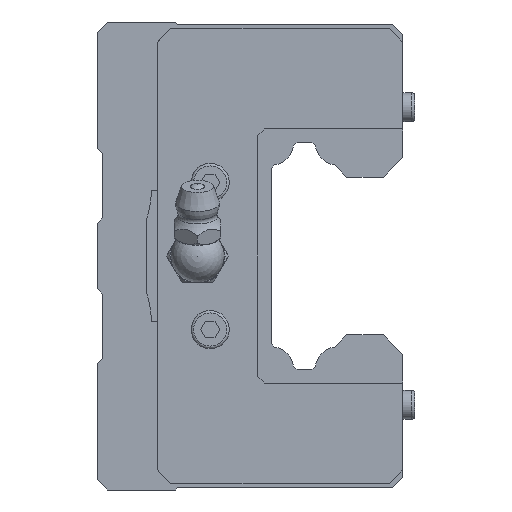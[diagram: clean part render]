
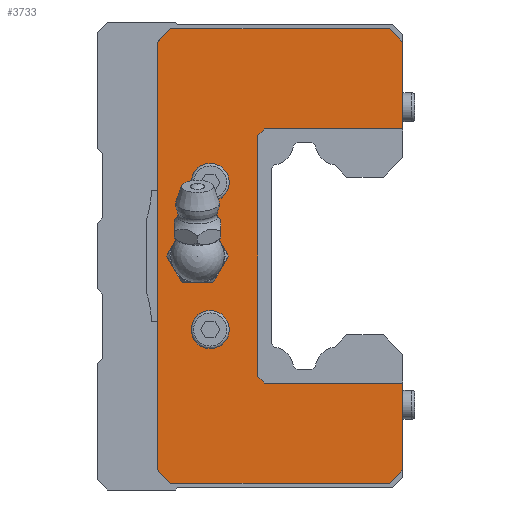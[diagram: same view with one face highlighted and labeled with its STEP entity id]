
A CAD part, left-side view. The second image highlights one B-rep face of the part: STEP entity #3733.
In plain terms, the highlighted planar face has unit normal (-1, 0, 0).
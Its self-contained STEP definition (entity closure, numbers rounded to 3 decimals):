
#80=LINE('',#5502,#466);
#104=LINE('',#5556,#490);
#113=LINE('',#5575,#499);
#117=LINE('',#5582,#503);
#147=LINE('',#5646,#533);
#150=LINE('',#5651,#536);
#173=LINE('',#5695,#559);
#199=LINE('',#5756,#585);
#205=LINE('',#5773,#591);
#335=LINE('',#6124,#721);
#336=LINE('',#6127,#722);
#337=LINE('',#6128,#723);
#338=LINE('',#6130,#724);
#339=LINE('',#6132,#725);
#466=VECTOR('',#4353,1000.);
#490=VECTOR('',#4385,1000.);
#499=VECTOR('',#4400,1000.);
#503=VECTOR('',#4406,1000.);
#533=VECTOR('',#4450,1000.);
#536=VECTOR('',#4455,1000.);
#559=VECTOR('',#4498,1000.);
#585=VECTOR('',#4542,1000.);
#591=VECTOR('',#4554,1000.);
#721=VECTOR('',#4866,1000.);
#722=VECTOR('',#4867,1000.);
#723=VECTOR('',#4868,1000.);
#724=VECTOR('',#4869,1000.);
#725=VECTOR('',#4870,1000.);
#900=PLANE('',#4055);
#1082=CIRCLE('',#4056,3.);
#1083=CIRCLE('',#4057,2.85);
#1084=CIRCLE('',#4058,2.85);
#1742=ORIENTED_EDGE('',*,*,#2509,.T.);
#1743=ORIENTED_EDGE('',*,*,#2510,.F.);
#1744=ORIENTED_EDGE('',*,*,#2511,.F.);
#1745=ORIENTED_EDGE('',*,*,#2512,.T.);
#1746=ORIENTED_EDGE('',*,*,#2513,.T.);
#1747=ORIENTED_EDGE('',*,*,#2336,.F.);
#1748=ORIENTED_EDGE('',*,*,#2246,.F.);
#1749=ORIENTED_EDGE('',*,*,#2242,.F.);
#1750=ORIENTED_EDGE('',*,*,#2232,.F.);
#1751=ORIENTED_EDGE('',*,*,#2306,.F.);
#1752=ORIENTED_EDGE('',*,*,#2206,.F.);
#1753=ORIENTED_EDGE('',*,*,#2281,.F.);
#1754=ORIENTED_EDGE('',*,*,#2278,.F.);
#1755=ORIENTED_EDGE('',*,*,#2344,.F.);
#1756=ORIENTED_EDGE('',*,*,#2514,.T.);
#1757=ORIENTED_EDGE('',*,*,#2515,.T.);
#1758=ORIENTED_EDGE('',*,*,#2516,.T.);
#2206=EDGE_CURVE('',#2689,#2690,#80,.T.);
#2232=EDGE_CURVE('',#2715,#2716,#104,.T.);
#2242=EDGE_CURVE('',#2716,#2723,#113,.T.);
#2246=EDGE_CURVE('',#2723,#2725,#117,.T.);
#2278=EDGE_CURVE('',#2751,#2752,#147,.T.);
#2281=EDGE_CURVE('',#2752,#2689,#150,.T.);
#2306=EDGE_CURVE('',#2690,#2715,#173,.T.);
#2336=EDGE_CURVE('',#2725,#2790,#199,.T.);
#2344=EDGE_CURVE('',#2797,#2751,#205,.T.);
#2509=EDGE_CURVE('',#2925,#2925,#1082,.T.);
#2510=EDGE_CURVE('',#2926,#2926,#1083,.F.);
#2511=EDGE_CURVE('',#2927,#2927,#1084,.F.);
#2512=EDGE_CURVE('',#2928,#2929,#335,.T.);
#2513=EDGE_CURVE('',#2929,#2790,#336,.T.);
#2514=EDGE_CURVE('',#2797,#2930,#337,.T.);
#2515=EDGE_CURVE('',#2930,#2931,#338,.T.);
#2516=EDGE_CURVE('',#2931,#2928,#339,.T.);
#2689=VERTEX_POINT('',#5501);
#2690=VERTEX_POINT('',#5503);
#2715=VERTEX_POINT('',#5555);
#2716=VERTEX_POINT('',#5557);
#2723=VERTEX_POINT('',#5576);
#2725=VERTEX_POINT('',#5583);
#2751=VERTEX_POINT('',#5645);
#2752=VERTEX_POINT('',#5647);
#2790=VERTEX_POINT('',#5757);
#2797=VERTEX_POINT('',#5772);
#2925=VERTEX_POINT('',#6119);
#2926=VERTEX_POINT('',#6121);
#2927=VERTEX_POINT('',#6123);
#2928=VERTEX_POINT('',#6125);
#2929=VERTEX_POINT('',#6126);
#2930=VERTEX_POINT('',#6129);
#2931=VERTEX_POINT('',#6131);
#3168=EDGE_LOOP('',(#1742));
#3169=EDGE_LOOP('',(#1743));
#3170=EDGE_LOOP('',(#1744));
#3171=EDGE_LOOP('',(#1745,#1746,#1747,#1748,#1749,#1750,#1751,#1752,#1753,
#1754,#1755,#1756,#1757,#1758));
#3459=FACE_BOUND('',#3168,.T.);
#3460=FACE_BOUND('',#3169,.T.);
#3461=FACE_BOUND('',#3170,.T.);
#3462=FACE_BOUND('',#3171,.T.);
#3733=ADVANCED_FACE('',(#3459,#3460,#3461,#3462),#900,.F.);
#4055=AXIS2_PLACEMENT_3D('',#6117,#4858,#4859);
#4056=AXIS2_PLACEMENT_3D('',#6118,#4860,#4861);
#4057=AXIS2_PLACEMENT_3D('',#6120,#4862,#4863);
#4058=AXIS2_PLACEMENT_3D('',#6122,#4864,#4865);
#4353=DIRECTION('',(0.,0.707,0.707));
#4385=DIRECTION('',(0.,-0.707,0.707));
#4400=DIRECTION('',(0.,-1.,0.));
#4406=DIRECTION('',(0.,-0.707,-0.707));
#4450=DIRECTION('',(0.,0.707,-0.707));
#4455=DIRECTION('',(0.,1.,0.));
#4498=DIRECTION('',(0.,0.,1.));
#4542=DIRECTION('',(0.,0.,-1.));
#4554=DIRECTION('',(0.,0.,-1.));
#4858=DIRECTION('',(1.,0.,0.));
#4859=DIRECTION('',(0.,0.,-1.));
#4860=DIRECTION('',(1.,0.,0.));
#4861=DIRECTION('',(0.,0.,-1.));
#4862=DIRECTION('',(1.,0.,0.));
#4863=DIRECTION('',(0.,0.,-1.));
#4864=DIRECTION('',(1.,0.,0.));
#4865=DIRECTION('',(0.,0.,-1.));
#4866=DIRECTION('',(0.,-0.707,0.707));
#4867=DIRECTION('',(0.,-1.,0.));
#4868=DIRECTION('',(0.,1.,0.));
#4869=DIRECTION('',(0.,0.707,0.707));
#4870=DIRECTION('',(0.,0.,1.));
#5501=CARTESIAN_POINT('',(-65.4,36.5,-34.));
#5502=CARTESIAN_POINT('',(-65.4,36.5,-34.));
#5503=CARTESIAN_POINT('',(-65.4,38.5,-32.));
#5555=CARTESIAN_POINT('',(-65.4,38.5,32.));
#5556=CARTESIAN_POINT('',(-65.4,38.5,32.));
#5557=CARTESIAN_POINT('',(-65.4,36.5,34.));
#5575=CARTESIAN_POINT('',(-65.4,47.5,34.));
#5576=CARTESIAN_POINT('',(-65.4,3.783,34.));
#5582=CARTESIAN_POINT('',(-65.4,3.783,34.));
#5583=CARTESIAN_POINT('',(-65.4,1.783,32.));
#5645=CARTESIAN_POINT('',(-65.4,1.783,-32.));
#5646=CARTESIAN_POINT('',(-65.4,1.783,-32.));
#5647=CARTESIAN_POINT('',(-65.4,3.783,-34.));
#5651=CARTESIAN_POINT('',(-65.4,0.,-34.));
#5695=CARTESIAN_POINT('',(-65.4,38.5,-32.));
#5756=CARTESIAN_POINT('',(-65.4,1.783,33.2));
#5757=CARTESIAN_POINT('',(-65.4,1.783,19.));
#5772=CARTESIAN_POINT('',(-65.4,1.783,-19.));
#5773=CARTESIAN_POINT('',(-65.4,1.783,33.2));
#6117=CARTESIAN_POINT('',(-65.4,0.,0.));
#6118=CARTESIAN_POINT('',(-65.4,32.5,0.));
#6119=CARTESIAN_POINT('',(-65.4,32.5,-3.));
#6120=CARTESIAN_POINT('',(-65.4,30.6,11.));
#6121=CARTESIAN_POINT('',(-65.4,30.6,8.15));
#6122=CARTESIAN_POINT('',(-65.4,30.6,-11.));
#6123=CARTESIAN_POINT('',(-65.4,30.6,-13.85));
#6124=CARTESIAN_POINT('',(-65.4,23.5,18.));
#6125=CARTESIAN_POINT('',(-65.4,23.5,18.));
#6126=CARTESIAN_POINT('',(-65.4,22.5,19.));
#6127=CARTESIAN_POINT('',(-65.4,22.5,19.));
#6128=CARTESIAN_POINT('',(-65.4,1.783,-19.));
#6129=CARTESIAN_POINT('',(-65.4,22.5,-19.));
#6130=CARTESIAN_POINT('',(-65.4,22.5,-19.));
#6131=CARTESIAN_POINT('',(-65.4,23.5,-18.));
#6132=CARTESIAN_POINT('',(-65.4,23.5,-18.));
